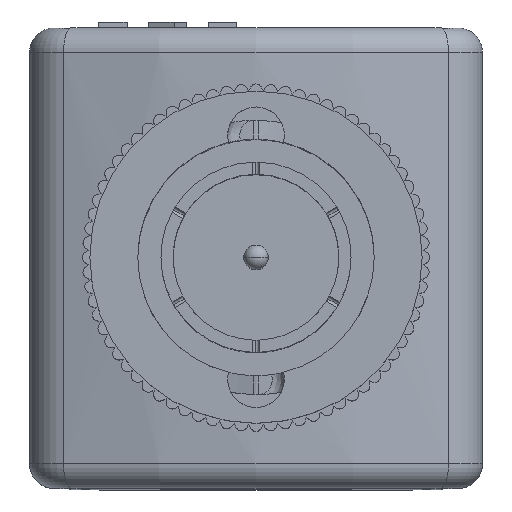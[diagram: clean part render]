
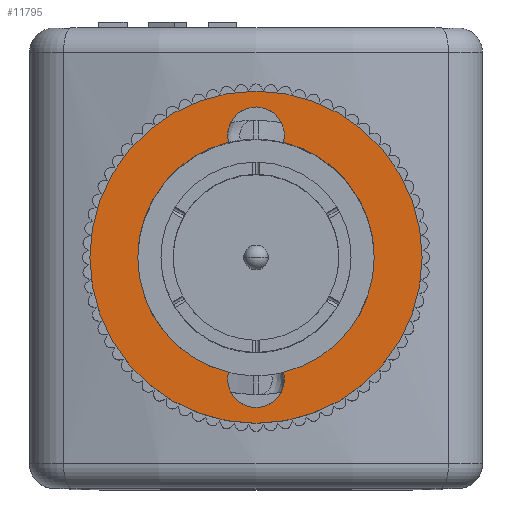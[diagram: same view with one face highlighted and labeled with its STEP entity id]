
A CAD part, top view. The second image highlights one B-rep face of the part: STEP entity #11795.
In plain terms, the highlighted planar face has unit normal (0, 0, 1).
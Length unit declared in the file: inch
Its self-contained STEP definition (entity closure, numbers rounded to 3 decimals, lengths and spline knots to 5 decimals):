
#1051 = AXIS2_PLACEMENT_3D ( 'NONE', #23613, #23614, #23615 ) ;
#1067 = AXIS2_PLACEMENT_3D ( 'NONE', #17884, #17886, #17888 ) ;
#1068 = AXIS2_PLACEMENT_3D ( 'NONE', #17894, #17896, #17897 ) ;
#1069 = AXIS2_PLACEMENT_3D ( 'NONE', #17903, #17905, #17907 ) ;
#1070 = AXIS2_PLACEMENT_3D ( 'NONE', #17918, #17920, #17922 ) ;
#2306 = CIRCLE ( 'NONE', #1051, 0.2725 ) ;
#2358 = CIRCLE ( 'NONE', #1070, 0.2725 ) ;
#2362 = CIRCLE ( 'NONE', #1067, 0.0465 ) ;
#2364 = CIRCLE ( 'NONE', #1068, 0.194 ) ;
#2365 = CIRCLE ( 'NONE', #1069, 0.0465 ) ;
#3991 = CARTESIAN_POINT ( 'NONE',  ( 0.0451, -0.18868, 0. ) ) ;
#3999 = CARTESIAN_POINT ( 'NONE',  ( 0.0465, -0.2, 0. ) ) ;
#4004 = CARTESIAN_POINT ( 'NONE',  ( -0.0465, -0.2, 0. ) ) ;
#4019 = CARTESIAN_POINT ( 'NONE',  ( 0.0465, 0.2, 0. ) ) ;
#4086 = CARTESIAN_POINT ( 'NONE',  ( 0.194, 0., 0. ) ) ;
#4118 = CARTESIAN_POINT ( 'NONE',  ( -0.194, 0., 0. ) ) ;
#4119 = CARTESIAN_POINT ( 'NONE',  ( -0.0451, 0.18868, 0. ) ) ;
#4144 = CARTESIAN_POINT ( 'NONE',  ( -0.0451, -0.18868, 0. ) ) ;
#4166 = CARTESIAN_POINT ( 'NONE',  ( 0.0451, 0.18868, 0. ) ) ;
#4176 = CARTESIAN_POINT ( 'NONE',  ( -0.0465, 0.2, 0. ) ) ;
#4452 = AXIS2_PLACEMENT_3D ( 'NONE', #25901, #25903, #25905 ) ;
#4471 = AXIS2_PLACEMENT_3D ( 'NONE', #26070, #26071, #26072 ) ;
#4475 = AXIS2_PLACEMENT_3D ( 'NONE', #26182, #26184, #26186 ) ;
#4491 = AXIS2_PLACEMENT_3D ( 'NONE', #26362, #26364, #26366 ) ;
#4492 = AXIS2_PLACEMENT_3D ( 'NONE', #26371, #26372, #26374 ) ;
#4648 = AXIS2_PLACEMENT_3D ( 'NONE', #7061, #7062, #7063 ) ;
#4656 = AXIS2_PLACEMENT_3D ( 'NONE', #7134, #7135, #7136 ) ;
#6301 = CIRCLE ( 'NONE', #4648, 0.0465 ) ;
#6334 = CIRCLE ( 'NONE', #4656, 0.0465 ) ;
#7061 = CARTESIAN_POINT ( 'NONE',  ( 0., 0.2, 0. ) ) ;
#7062 = DIRECTION ( 'NONE',  ( 0., 0., 1. ) ) ;
#7063 = DIRECTION ( 'NONE',  ( -1., 0., 0. ) ) ;
#7134 = CARTESIAN_POINT ( 'NONE',  ( 0., 0.2, 0. ) ) ;
#7135 = DIRECTION ( 'NONE',  ( 0., 0., 1. ) ) ;
#7136 = DIRECTION ( 'NONE',  ( -1., 0., 0. ) ) ;
#8736 = CIRCLE ( 'NONE', #4452, 0.0465 ) ;
#8760 = CIRCLE ( 'NONE', #4471, 0.194 ) ;
#8774 = CIRCLE ( 'NONE', #4475, 0.0465 ) ;
#8805 = CIRCLE ( 'NONE', #4492, 0.194 ) ;
#8807 = CIRCLE ( 'NONE', #4491, 0.194 ) ;
#10616 = VERTEX_POINT ( 'NONE', #3991 ) ;
#10628 = VERTEX_POINT ( 'NONE', #4086 ) ;
#10631 = VERTEX_POINT ( 'NONE', #4118 ) ;
#10632 = VERTEX_POINT ( 'NONE', #4144 ) ;
#10633 = VERTEX_POINT ( 'NONE', #4166 ) ;
#10639 = VERTEX_POINT ( 'NONE', #4176 ) ;
#10641 = VERTEX_POINT ( 'NONE', #4119 ) ;
#10648 = VERTEX_POINT ( 'NONE', #4019 ) ;
#10649 = VERTEX_POINT ( 'NONE', #4004 ) ;
#10650 = VERTEX_POINT ( 'NONE', #3999 ) ;
#11795 = ADVANCED_FACE ( 'NONE', ( #20060, #20062 ), #19208, .T. ) ;
#12407 = VERTEX_POINT ( 'NONE', #24685 ) ;
#12468 = VERTEX_POINT ( 'NONE', #24746 ) ;
#16026 = EDGE_CURVE ( 'NONE', #10649, #10650, #8736, .T. ) ;
#16046 = EDGE_CURVE ( 'NONE', #10616, #10628, #8760, .T. ) ;
#16062 = EDGE_CURVE ( 'NONE', #10650, #10616, #8774, .T. ) ;
#16083 = EDGE_CURVE ( 'NONE', #10628, #10633, #8807, .T. ) ;
#16084 = EDGE_CURVE ( 'NONE', #10631, #10632, #8805, .T. ) ;
#16316 = EDGE_LOOP ( 'NONE', ( #26685, #26849 ) ) ;
#17884 = CARTESIAN_POINT ( 'NONE',  ( 0., -0.2, 0. ) ) ;
#17886 = DIRECTION ( 'NONE',  ( 0., 0., 1. ) ) ;
#17888 = DIRECTION ( 'NONE',  ( 1., 0., 0. ) ) ;
#17893 = EDGE_LOOP ( 'NONE', ( #26953, #26887, #26656, #26759, #26727, #26910, #26827, #26852, #26681, #26957 ) ) ;
#17894 = CARTESIAN_POINT ( 'NONE',  ( 0., 0., 0. ) ) ;
#17896 = DIRECTION ( 'NONE',  ( 0., 0., 1. ) ) ;
#17897 = DIRECTION ( 'NONE',  ( 1., 0., 0. ) ) ;
#17903 = CARTESIAN_POINT ( 'NONE',  ( 0., 0.2, 0. ) ) ;
#17905 = DIRECTION ( 'NONE',  ( 0., 0., 1. ) ) ;
#17907 = DIRECTION ( 'NONE',  ( -1., 0., 0. ) ) ;
#17918 = CARTESIAN_POINT ( 'NONE',  ( 0., 0., 0. ) ) ;
#17920 = DIRECTION ( 'NONE',  ( 0., 0., 1. ) ) ;
#17922 = DIRECTION ( 'NONE',  ( 1., 0., 0. ) ) ;
#19152 = DIRECTION ( 'NONE',  ( 1., 0., 0. ) ) ;
#19208 = PLANE ( 'NONE',  #21393 ) ;
#19345 = CARTESIAN_POINT ( 'NONE',  ( 0.2725, 0., 0. ) ) ;
#19391 = DIRECTION ( 'NONE',  ( 0., 0., 1. ) ) ;
#20060 = FACE_BOUND ( 'NONE', #17893, .T. ) ;
#20062 = FACE_OUTER_BOUND ( 'NONE', #16316, .T. ) ;
#20699 = EDGE_CURVE ( 'NONE', #10639, #10641, #6301, .T. ) ;
#20740 = EDGE_CURVE ( 'NONE', #10648, #10639, #6334, .T. ) ;
#21393 = AXIS2_PLACEMENT_3D ( 'NONE', #19345, #19391, #19152 ) ;
#23613 = CARTESIAN_POINT ( 'NONE',  ( 0., 0., 0. ) ) ;
#23614 = DIRECTION ( 'NONE',  ( 0., 0., 1. ) ) ;
#23615 = DIRECTION ( 'NONE',  ( 1., 0., 0. ) ) ;
#24214 = EDGE_CURVE ( 'NONE', #12407, #12468, #2306, .T. ) ;
#24255 = EDGE_CURVE ( 'NONE', #10632, #10649, #2362, .T. ) ;
#24256 = EDGE_CURVE ( 'NONE', #10641, #10631, #2364, .T. ) ;
#24257 = EDGE_CURVE ( 'NONE', #10633, #10648, #2365, .T. ) ;
#24259 = EDGE_CURVE ( 'NONE', #12468, #12407, #2358, .T. ) ;
#24685 = CARTESIAN_POINT ( 'NONE',  ( 0.2725, 0., 0. ) ) ;
#24746 = CARTESIAN_POINT ( 'NONE',  ( -0.2725, 0., 0. ) ) ;
#25901 = CARTESIAN_POINT ( 'NONE',  ( 0., -0.2, 0. ) ) ;
#25903 = DIRECTION ( 'NONE',  ( 0., 0., 1. ) ) ;
#25905 = DIRECTION ( 'NONE',  ( 1., 0., 0. ) ) ;
#26070 = CARTESIAN_POINT ( 'NONE',  ( 0., 0., 0. ) ) ;
#26071 = DIRECTION ( 'NONE',  ( 0., 0., 1. ) ) ;
#26072 = DIRECTION ( 'NONE',  ( 1., 0., 0. ) ) ;
#26182 = CARTESIAN_POINT ( 'NONE',  ( 0., -0.2, 0. ) ) ;
#26184 = DIRECTION ( 'NONE',  ( 0., 0., 1. ) ) ;
#26186 = DIRECTION ( 'NONE',  ( 1., 0., 0. ) ) ;
#26362 = CARTESIAN_POINT ( 'NONE',  ( 0., 0., 0. ) ) ;
#26364 = DIRECTION ( 'NONE',  ( 0., 0., 1. ) ) ;
#26366 = DIRECTION ( 'NONE',  ( 1., 0., 0. ) ) ;
#26371 = CARTESIAN_POINT ( 'NONE',  ( 0., 0., 0. ) ) ;
#26372 = DIRECTION ( 'NONE',  ( 0., 0., 1. ) ) ;
#26374 = DIRECTION ( 'NONE',  ( 1., 0., 0. ) ) ;
#26656 = ORIENTED_EDGE ( 'NONE', *, *, #20740, .F. ) ;
#26681 = ORIENTED_EDGE ( 'NONE', *, *, #24255, .F. ) ;
#26685 = ORIENTED_EDGE ( 'NONE', *, *, #24214, .T. ) ;
#26727 = ORIENTED_EDGE ( 'NONE', *, *, #16083, .F. ) ;
#26759 = ORIENTED_EDGE ( 'NONE', *, *, #24257, .F. ) ;
#26827 = ORIENTED_EDGE ( 'NONE', *, *, #16062, .F. ) ;
#26849 = ORIENTED_EDGE ( 'NONE', *, *, #24259, .T. ) ;
#26852 = ORIENTED_EDGE ( 'NONE', *, *, #16026, .F. ) ;
#26887 = ORIENTED_EDGE ( 'NONE', *, *, #20699, .F. ) ;
#26910 = ORIENTED_EDGE ( 'NONE', *, *, #16046, .F. ) ;
#26953 = ORIENTED_EDGE ( 'NONE', *, *, #24256, .F. ) ;
#26957 = ORIENTED_EDGE ( 'NONE', *, *, #16084, .F. ) ;
